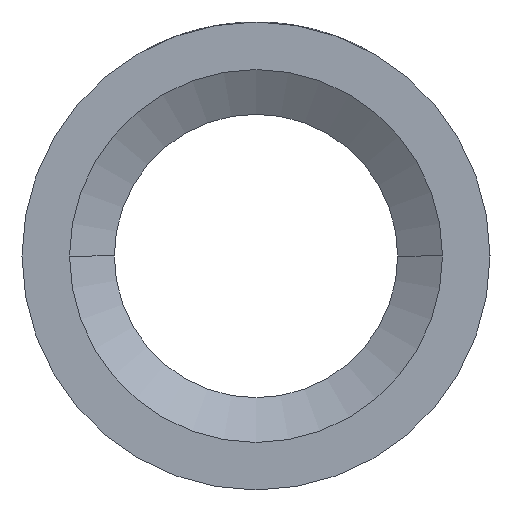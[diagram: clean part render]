
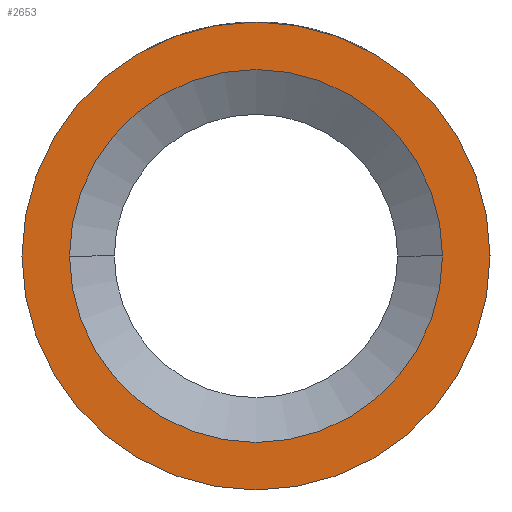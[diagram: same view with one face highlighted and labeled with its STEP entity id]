
A CAD part, left-side view. The second image highlights one B-rep face of the part: STEP entity #2653.
In plain terms, the highlighted planar face has unit normal (-1, 0, 0).
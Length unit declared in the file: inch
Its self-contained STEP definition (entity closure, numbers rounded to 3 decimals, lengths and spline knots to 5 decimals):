
#31 = CARTESIAN_POINT ( 'NONE',  ( -0.375, -0.251, 0. ) ) ;
#214 = AXIS2_PLACEMENT_3D ( 'NONE', #4747, #3522, #3923 ) ;
#517 = CIRCLE ( 'NONE', #5158, 0.251 ) ;
#546 = ORIENTED_EDGE ( 'NONE', *, *, #4726, .T. ) ;
#579 = CIRCLE ( 'NONE', #2544, 0.2 ) ;
#680 = PLANE ( 'NONE',  #214 ) ;
#802 = VERTEX_POINT ( 'NONE', #31 ) ;
#1121 = EDGE_CURVE ( 'NONE', #3857, #1697, #3753, .T. ) ;
#1234 = FACE_BOUND ( 'NONE', #4513, .T. ) ;
#1374 = VERTEX_POINT ( 'NONE', #2674 ) ;
#1451 = EDGE_CURVE ( 'NONE', #1374, #802, #2565, .T. ) ;
#1585 = DIRECTION ( 'NONE',  ( 0., 1., 0. ) ) ;
#1697 = VERTEX_POINT ( 'NONE', #3859 ) ;
#1771 = ORIENTED_EDGE ( 'NONE', *, *, #1121, .T. ) ;
#1779 = ORIENTED_EDGE ( 'NONE', *, *, #3728, .F. ) ;
#2028 = CARTESIAN_POINT ( 'NONE',  ( -0.375, 0., 0. ) ) ;
#2036 = CARTESIAN_POINT ( 'NONE',  ( -0.375, -0.2, 0. ) ) ;
#2047 = DIRECTION ( 'NONE',  ( 1., 0., 0. ) ) ;
#2290 = DIRECTION ( 'NONE',  ( 0., 1., 0. ) ) ;
#2324 = FACE_OUTER_BOUND ( 'NONE', #4706, .T. ) ;
#2401 = ORIENTED_EDGE ( 'NONE', *, *, #1451, .F. ) ;
#2544 = AXIS2_PLACEMENT_3D ( 'NONE', #4639, #4271, #4222 ) ;
#2565 = CIRCLE ( 'NONE', #3276, 0.251 ) ;
#2653 = ADVANCED_FACE ( 'NONE', ( #2324, #1234 ), #680, .F. ) ;
#2674 = CARTESIAN_POINT ( 'NONE',  ( -0.375, 0.251, 0. ) ) ;
#2877 = DIRECTION ( 'NONE',  ( 0., 1., 0. ) ) ;
#3276 = AXIS2_PLACEMENT_3D ( 'NONE', #2028, #3982, #1585 ) ;
#3469 = DIRECTION ( 'NONE',  ( 1., 0., 0. ) ) ;
#3522 = DIRECTION ( 'NONE',  ( 1., 0., 0. ) ) ;
#3728 = EDGE_CURVE ( 'NONE', #802, #1374, #517, .T. ) ;
#3753 = CIRCLE ( 'NONE', #3907, 0.2 ) ;
#3857 = VERTEX_POINT ( 'NONE', #2036 ) ;
#3859 = CARTESIAN_POINT ( 'NONE',  ( -0.375, 0.2, 0. ) ) ;
#3907 = AXIS2_PLACEMENT_3D ( 'NONE', #4412, #2047, #2877 ) ;
#3923 = DIRECTION ( 'NONE',  ( 0., 0., -1. ) ) ;
#3982 = DIRECTION ( 'NONE',  ( 1., 0., 0. ) ) ;
#4222 = DIRECTION ( 'NONE',  ( 0., 1., 0. ) ) ;
#4271 = DIRECTION ( 'NONE',  ( 1., 0., 0. ) ) ;
#4412 = CARTESIAN_POINT ( 'NONE',  ( -0.375, 0., 0. ) ) ;
#4513 = EDGE_LOOP ( 'NONE', ( #546, #1771 ) ) ;
#4639 = CARTESIAN_POINT ( 'NONE',  ( -0.375, 0., 0. ) ) ;
#4647 = CARTESIAN_POINT ( 'NONE',  ( -0.375, 0., 0. ) ) ;
#4706 = EDGE_LOOP ( 'NONE', ( #2401, #1779 ) ) ;
#4726 = EDGE_CURVE ( 'NONE', #1697, #3857, #579, .T. ) ;
#4747 = CARTESIAN_POINT ( 'NONE',  ( -0.375, 0., 0. ) ) ;
#5158 = AXIS2_PLACEMENT_3D ( 'NONE', #4647, #3469, #2290 ) ;
